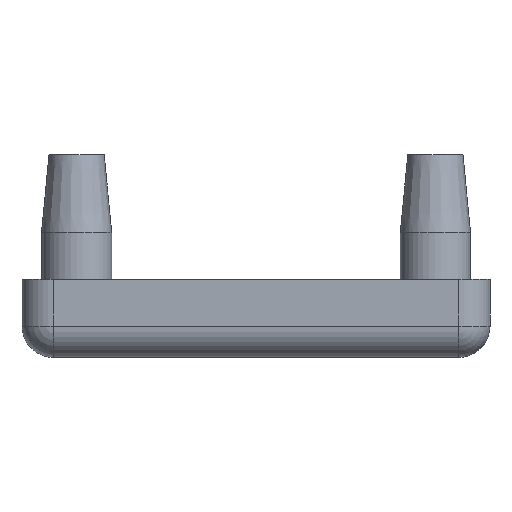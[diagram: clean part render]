
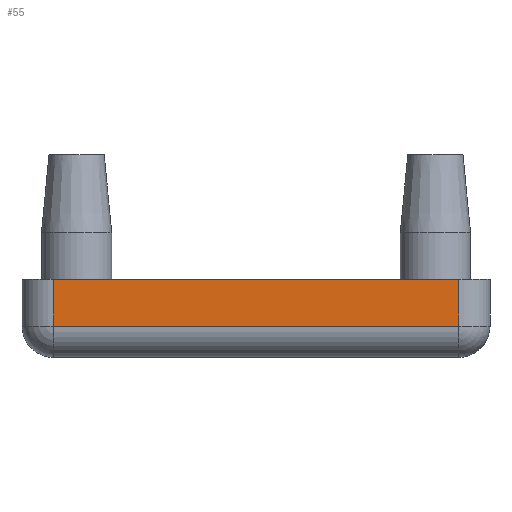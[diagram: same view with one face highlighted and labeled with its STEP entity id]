
A CAD part, front view. The second image highlights one B-rep face of the part: STEP entity #55.
In plain terms, the highlighted planar face has unit normal (0, -1, 0).
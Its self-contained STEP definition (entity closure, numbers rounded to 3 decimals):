
#36 = ORIENTED_EDGE ( 'NONE', *, *, #1451, .T. ) ;
#55 = ADVANCED_FACE ( 'NONE', ( #110 ), #467, .T. ) ;
#110 = FACE_OUTER_BOUND ( 'NONE', #2282, .T. ) ;
#182 = VERTEX_POINT ( 'NONE', #2209 ) ;
#370 = AXIS2_PLACEMENT_3D ( 'NONE', #1834, #695, #2025 ) ;
#416 = CARTESIAN_POINT ( 'NONE',  ( -11.594, 6.17, 0. ) ) ;
#420 = VERTEX_POINT ( 'NONE', #1774 ) ;
#467 = PLANE ( 'NONE',  #370 ) ;
#521 = CARTESIAN_POINT ( 'NONE',  ( -39.594, 6.17, 5. ) ) ;
#637 = CARTESIAN_POINT ( 'NONE',  ( -9.594, 6.17, 2. ) ) ;
#661 = VERTEX_POINT ( 'NONE', #1623 ) ;
#695 = DIRECTION ( 'NONE',  ( 0., -1., 0. ) ) ;
#705 = LINE ( 'NONE', #521, #2331 ) ;
#722 = VERTEX_POINT ( 'NONE', #1868 ) ;
#799 = LINE ( 'NONE', #416, #2434 ) ;
#858 = EDGE_CURVE ( 'NONE', #722, #661, #2101, .T. ) ;
#967 = EDGE_CURVE ( 'NONE', #420, #182, #799, .T. ) ;
#1069 = DIRECTION ( 'NONE',  ( 0., 0., 1. ) ) ;
#1279 = DIRECTION ( 'NONE',  ( 1., 0., 0. ) ) ;
#1396 = DIRECTION ( 'NONE',  ( 1., 0., 0. ) ) ;
#1408 = ORIENTED_EDGE ( 'NONE', *, *, #1733, .F. ) ;
#1451 = EDGE_CURVE ( 'NONE', #661, #420, #1770, .T. ) ;
#1623 = CARTESIAN_POINT ( 'NONE',  ( -37.594, 6.17, 2. ) ) ;
#1647 = ORIENTED_EDGE ( 'NONE', *, *, #858, .T. ) ;
#1691 = ORIENTED_EDGE ( 'NONE', *, *, #967, .T. ) ;
#1733 = EDGE_CURVE ( 'NONE', #722, #182, #705, .T. ) ;
#1770 = LINE ( 'NONE', #637, #2371 ) ;
#1774 = CARTESIAN_POINT ( 'NONE',  ( -11.594, 6.17, 2. ) ) ;
#1834 = CARTESIAN_POINT ( 'NONE',  ( -39.594, 6.17, 0. ) ) ;
#1868 = CARTESIAN_POINT ( 'NONE',  ( -37.594, 6.17, 5. ) ) ;
#1918 = CARTESIAN_POINT ( 'NONE',  ( -37.594, 6.17, 0. ) ) ;
#2025 = DIRECTION ( 'NONE',  ( 1., 0., 0. ) ) ;
#2085 = VECTOR ( 'NONE', #2272, 1000. ) ;
#2101 = LINE ( 'NONE', #1918, #2085 ) ;
#2209 = CARTESIAN_POINT ( 'NONE',  ( -11.594, 6.17, 5. ) ) ;
#2272 = DIRECTION ( 'NONE',  ( 0., 0., -1. ) ) ;
#2282 = EDGE_LOOP ( 'NONE', ( #1408, #1647, #36, #1691 ) ) ;
#2331 = VECTOR ( 'NONE', #1279, 1000. ) ;
#2371 = VECTOR ( 'NONE', #1396, 1000. ) ;
#2434 = VECTOR ( 'NONE', #1069, 1000. ) ;
